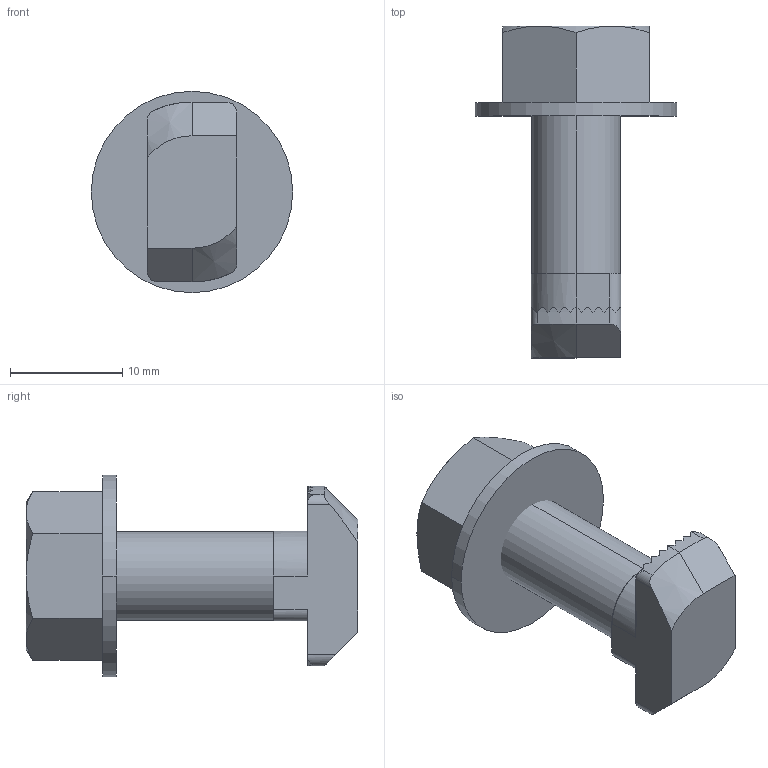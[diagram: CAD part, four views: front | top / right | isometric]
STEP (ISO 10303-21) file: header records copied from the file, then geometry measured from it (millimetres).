
FILE_DESCRIPTION (( 'STEP AP203' ), '1' );
FILE_NAME ('118287.step', '2021-06-03T16:06:34', ( '' ), ( '' ), 'SwSTEP 2.0', 'SolidWorks 2021', '' );
FILE_SCHEMA (( 'CONFIG_CONTROL_DESIGN' ));
Length unit declared in the file: millimetre
Products named in the file (1): 118287
Bounding box: 17.9 x 29.5 x 17.9 mm (x, y, z)
Volume: 2721.6 mm3; surface area: 2027.2 mm2
Topology: 2 solids, 2 shells, 101 faces, 272 edges, 178 vertices
Faces by surface type: plane 57, cylinder 34, cone 10
Entity records: 3481 total; most frequent: CARTESIAN_POINT 1044, ORIENTED_EDGE 544, DIRECTION 432, EDGE_CURVE 272, VERTEX_POINT 178, AXIS2_PLACEMENT_3D 146, LINE 140, VECTOR 140
